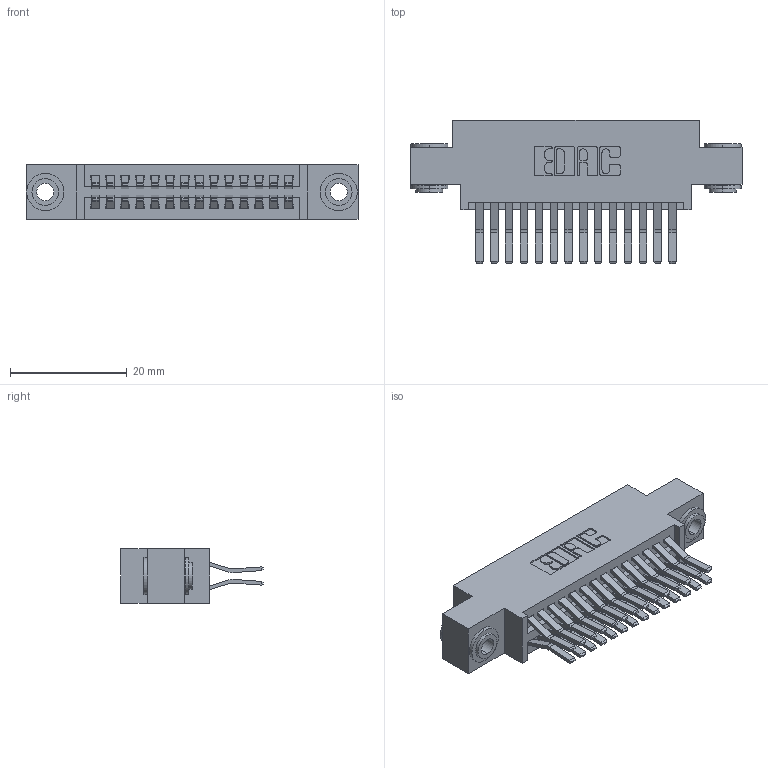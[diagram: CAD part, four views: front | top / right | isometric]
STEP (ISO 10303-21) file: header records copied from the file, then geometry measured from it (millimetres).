
FILE_DESCRIPTION (( 'STEP AP203' ), '1' );
FILE_NAME ('345-028-560-803.STEP', '2019-10-28T00:58:08', ( '' ), ( '' ), 'SwSTEP 2.0', 'SolidWorks 2016', '' );
FILE_SCHEMA (( 'CONFIG_CONTROL_DESIGN' ));
Length unit declared in the file: inch
Products named in the file (4): 345-028-560-803; 345-250-002_345-250-002-102; 345-292-001_560 Tail; 345 Part_0.170 Offset - 0.156 Dia-TH
Assembly tree (31 placements, depth 2):
  345-028-560-803
    345 Part_0.170 Offset - 0.156 Dia-TH
    345-292-001_560 Tail  x28
    345-250-002_345-250-002-102  x2
Bounding box: 56.77 x 24.45 x 9.4 mm (x, y, z)
Volume: 5344.2 mm3; surface area: 8177.8 mm2
Topology: 31 solids, 31 shells, 1624 faces, 4769 edges, 3138 vertices
Faces by surface type: plane 1018, cylinder 598, cone 8
Entity records: 15624 total; most frequent: CARTESIAN_POINT 2623, ORIENTED_EDGE 2550, DIRECTION 2381, EDGE_CURVE 1275, VECTOR 1059, LINE 1059, VERTEX_POINT 846, AXIS2_PLACEMENT_3D 661
